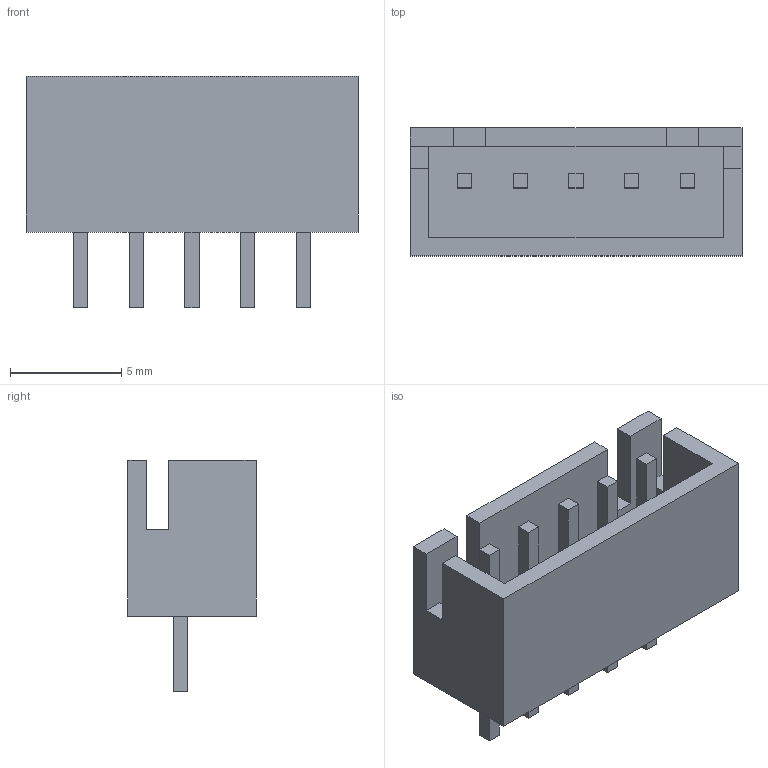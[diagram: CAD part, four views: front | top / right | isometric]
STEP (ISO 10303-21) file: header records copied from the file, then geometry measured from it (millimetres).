
FILE_DESCRIPTION(('FreeCAD Model'),'2;1');
FILE_NAME('JST_XH_B05B-XH-A_05x2.50mm_Straight.STEP','2016-03-20T22:15:59',( 'Author'),(''),'Open CASCADE STEP processor 6.8','FreeCAD','Unknown' );
FILE_SCHEMA(('AUTOMOTIVE_DESIGN_CC2 { 1 2 10303 214 -1 1 5 4 }'));
Length unit declared in the file: millimetre
Products named in the file (1): B5B-XH-A
Bounding box: 14.9 x 5.75 x 10.4 mm (x, y, z)
Volume: 347.4 mm3; surface area: 713.1 mm2
Topology: 1 solids, 1 shells, 74 faces, 186 edges, 124 vertices
Faces by surface type: plane 74
Entity records: 5119 total; most frequent: CARTESIAN_POINT 757, DIRECTION 708, LINE 558, VECTOR 558, ORIENTED_EDGE 372, PCURVE 372, DEFINITIONAL_REPRESENTATION 372, EDGE_CURVE 186
